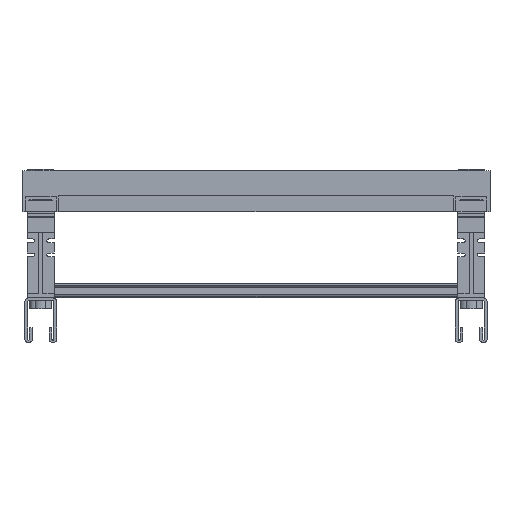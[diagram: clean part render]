
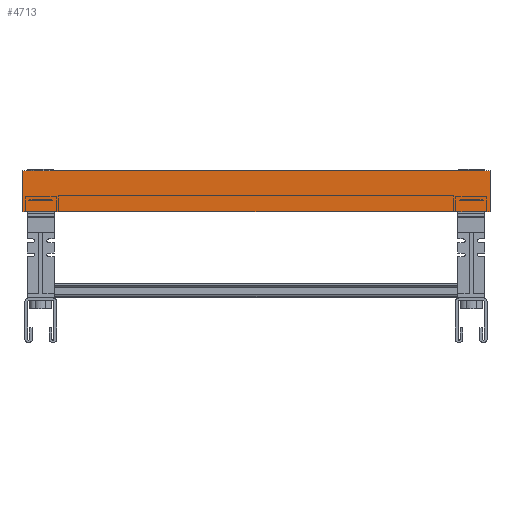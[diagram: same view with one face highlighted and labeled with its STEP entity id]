
A CAD part, front view. The second image highlights one B-rep face of the part: STEP entity #4713.
In plain terms, the highlighted planar face has unit normal (0, -1, 0).
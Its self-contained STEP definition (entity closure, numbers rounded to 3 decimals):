
#4713=ADVANCED_FACE('',(#12123),#12124,.F.);
#12123=FACE_OUTER_BOUND('',#23071,.T.);
#12124=PLANE('',#23072);
#23071=EDGE_LOOP('',(#35118,#35119,#35120,#35121));
#23072=AXIS2_PLACEMENT_3D('',#35122,#35123,#35124);
#35118=ORIENTED_EDGE('',*,*,#67623,.T.);
#35119=ORIENTED_EDGE('',*,*,#67624,.T.);
#35120=ORIENTED_EDGE('',*,*,#67625,.T.);
#35121=ORIENTED_EDGE('',*,*,#67178,.T.);
#35122=CARTESIAN_POINT('',(125.0,0.0,81.001));
#35123=DIRECTION('',(-0.0,1.0,0.0));
#35124=DIRECTION('',(1.0,0.0,0.0));
#67178=EDGE_CURVE('',#80623,#80621,#80624,.T.);
#67623=EDGE_CURVE('',#80621,#81272,#81273,.T.);
#67624=EDGE_CURVE('',#81272,#81274,#81275,.T.);
#67625=EDGE_CURVE('',#81274,#80623,#81276,.T.);
#80621=VERTEX_POINT('',#100522);
#80623=VERTEX_POINT('',#100525);
#80624=LINE('',#100526,#100527);
#81272=VERTEX_POINT('',#101388);
#81273=LINE('',#101389,#101390);
#81274=VERTEX_POINT('',#101391);
#81275=LINE('',#101392,#101393);
#81276=LINE('',#101394,#101395);
#100522=CARTESIAN_POINT('',(250.0,0.0,70.001));
#100525=CARTESIAN_POINT('',(0.0,0.0,70.001));
#100526=CARTESIAN_POINT('',(125.0,0.0,70.001));
#100527=VECTOR('',#128028,1.0);
#101388=CARTESIAN_POINT('',(250.0,0.0,92.001));
#101389=CARTESIAN_POINT('',(250.0,0.0,81.001));
#101390=VECTOR('',#128572,1.0);
#101391=CARTESIAN_POINT('',(0.0,0.0,92.001));
#101392=CARTESIAN_POINT('',(125.0,0.0,92.001));
#101393=VECTOR('',#128573,1.0);
#101394=CARTESIAN_POINT('',(0.0,0.0,81.001));
#101395=VECTOR('',#128574,1.0);
#128028=DIRECTION('',(1.0,0.0,0.0));
#128572=DIRECTION('',(0.0,0.0,1.0));
#128573=DIRECTION('',(-1.0,0.0,0.0));
#128574=DIRECTION('',(0.0,0.0,-1.0));
